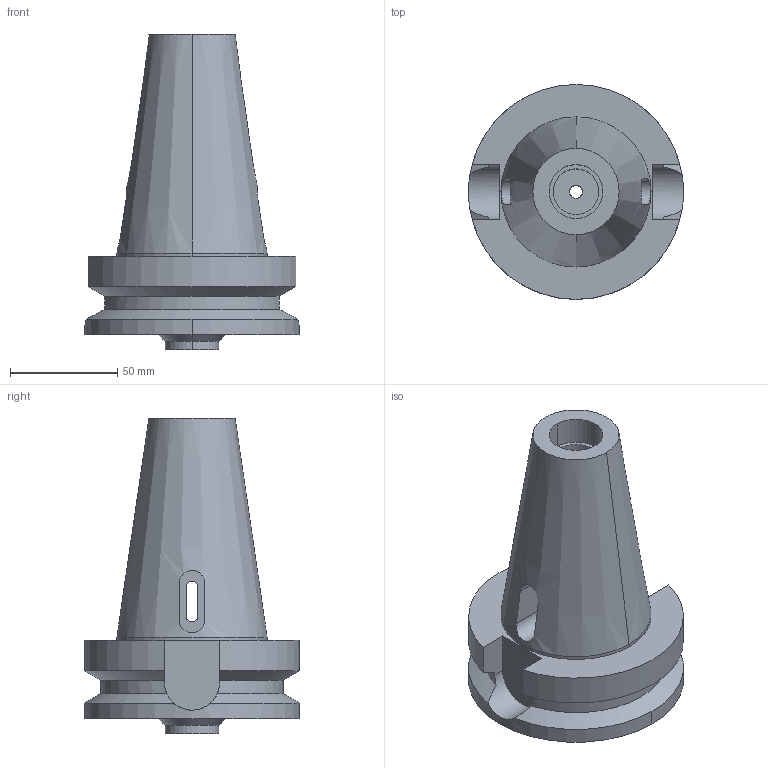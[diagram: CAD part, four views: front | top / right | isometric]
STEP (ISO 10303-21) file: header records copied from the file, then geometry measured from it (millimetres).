
FILE_DESCRIPTION((''),'2;1');
FILE_NAME('BBT50-MTA1-45','2018-08-23T',('ykawabe'),(''),'CREO PARAMETRIC BY PTC INC, 2016380','CREO PARAMETRIC BY PTC INC, 2016380','');
FILE_SCHEMA(('AUTOMOTIVE_DESIGN { 1 0 10303 214 1 1 1 1 }'));
Length unit declared in the file: millimetre
Products named in the file (1): BBT50-MTA1-45
Bounding box: 100 x 100 x 146.8 mm (x, y, z)
Volume: 456496.5 mm3; surface area: 56031.9 mm2
Topology: 1 solids, 1 shells, 63 faces, 185 edges, 129 vertices
Faces by surface type: cylinder 28, plane 25, cone 10
Entity records: 3010 total; most frequent: CARTESIAN_POINT 585, DIRECTION 370, ORIENTED_EDGE 370, PRESENTATION_STYLE_ASSIGNMENT 190, STYLED_ITEM 190, CURVE_STYLE 189, EDGE_CURVE 185, AXIS2_PLACEMENT_3D 146
